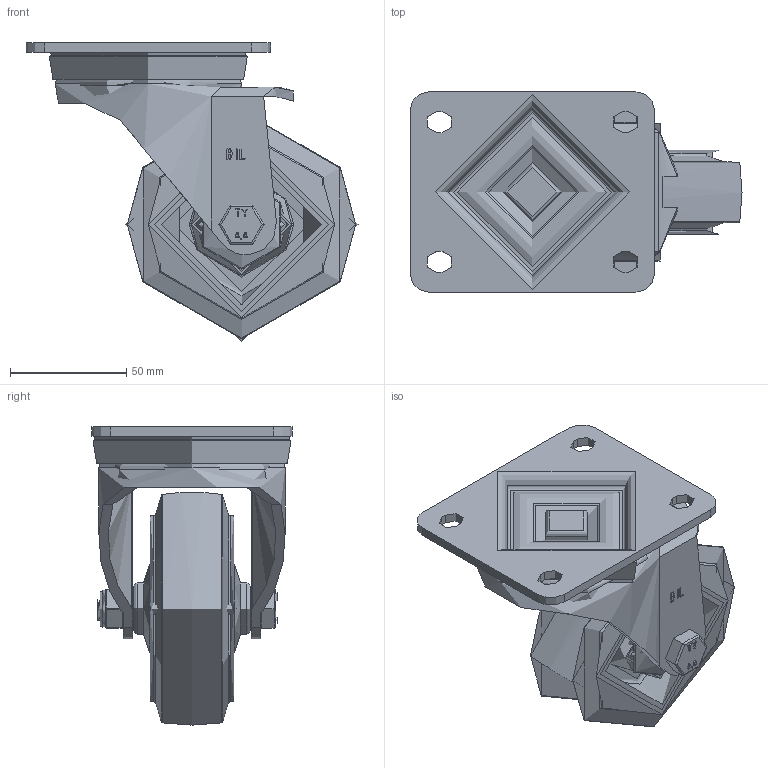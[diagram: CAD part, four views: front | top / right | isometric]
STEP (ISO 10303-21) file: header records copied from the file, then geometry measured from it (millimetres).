
FILE_DESCRIPTION(/* description */ (''),/* implementation_level */ '2;1');
FILE_NAME(/* name */ 'BZH100SRNBJ.step',/* time_stamp */ '2025-05-02T09:42:42+01:00',/* author */ (''),/* organization */ (''),/* preprocessor_version */ 'ST-DEVELOPER v20.1',/* originating_system */ 'Autodesk Translation Framework v14.4.0.0',/* authorisation */ '');
FILE_SCHEMA (('AUTOMOTIVE_DESIGN { 1 0 10303 214 3 1 1 }'));
Length unit declared in the file: millimetre
Products named in the file (26): BZH100SRNBJ; BZH100AS - 2 v1; ZINC PLATED, PRESSED STEEL TOP PLATE (1); ZINC PLATED, PRESSED STEEL FORKS (1); BEARING SEAL; BZH100WSRNBJM10 v1; BZMM100WSRNBJ; 65 SHORE A ELASTIC RUBBER TYRE; NYLON RIM; BEARING 6202; METAL; METAL2; Pattern; Component1; MIDDLE; RUBBER; RUBBER2; HUBCAPM10X49RN; HUBCAPM10X49RN (1); HUB CAP; HEXBOLTM10X70Z8.8 v2; GRADE 8.8 THREADED ZINC PLATED BOLT; NYLOCM10Z v1; NYLOC NUT; RUBBER (1); NUT
Assembly tree (33 placements, depth 6):
  BZH100SRNBJ
    BZH100AS - 2 v1
      ZINC PLATED, PRESSED STEEL TOP PLATE (1)
      ZINC PLATED, PRESSED STEEL FORKS (1)
      BEARING SEAL
    BZH100WSRNBJM10 v1
      BZMM100WSRNBJ
        65 SHORE A ELASTIC RUBBER TYRE
        NYLON RIM
        BEARING 6202
          METAL
          METAL2
          Pattern
            Component1  x8
          MIDDLE
          RUBBER
          RUBBER2
      HUBCAPM10X49RN
        HUB CAP
      HUBCAPM10X49RN (1)
        HUB CAP
    HEXBOLTM10X70Z8.8 v2
      GRADE 8.8 THREADED ZINC PLATED BOLT
    NYLOCM10Z v1
      NYLOC NUT
        RUBBER (1)
        NUT
Bounding box: 142.5 x 86 x 128 mm (x, y, z)
Volume: 317090.6 mm3; surface area: 141852.7 mm2
Topology: 23 solids, 23 shells, 774 faces, 1883 edges, 1227 vertices
Faces by surface type: plane 319, bspline 191, cylinder 179, sphere 36, torus 28, cone 21
Full cylindrical faces by diameter (mm): 8.141 x18, 9.85 x19, 10 x3, 10.2 x4, 12 x2, 14.9 x2, 15 x1, 16 x2, 18 x1, 19 x2, 20 x5, 22 x2, 22.5 x2, 23 x2, 25 x2, 26 x2, 28 x2, 30 x4, 30.5 x2, 31 x5, 32 x2, 33 x2, 35 x4, 37 x2, 38.5 x2, 40 x2, 43 x2, 50.5 x1, 72 x1, 75 x2
Entity records: 30852 total; most frequent: CARTESIAN_POINT 13592, ORIENTED_EDGE 3618, DIRECTION 3001, EDGE_CURVE 1809, VERTEX_POINT 1190, AXIS2_PLACEMENT_3D 1088, EDGE_LOOP 897, LINE 825
